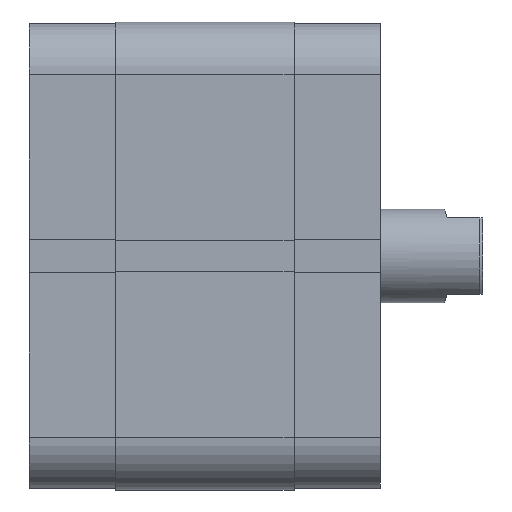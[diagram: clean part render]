
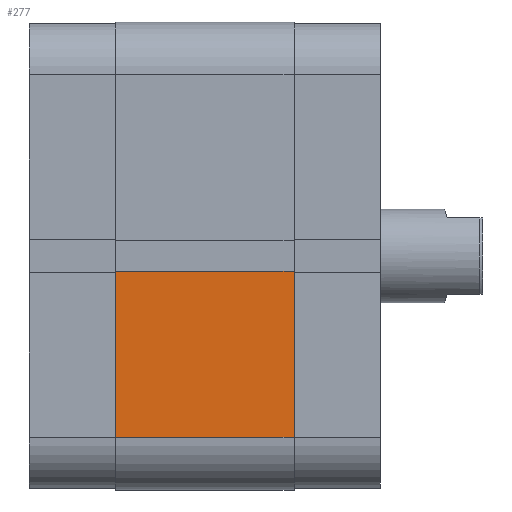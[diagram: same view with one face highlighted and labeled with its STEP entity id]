
A CAD part, front view. The second image highlights one B-rep face of the part: STEP entity #277.
In plain terms, the highlighted planar face has unit normal (0, -1, 0).
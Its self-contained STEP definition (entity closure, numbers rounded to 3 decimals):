
#277 = ADVANCED_FACE ( 'NONE', ( #4574 ), #3771, .F. ) ;
#1076 = VERTEX_POINT ( 'NONE', #5327 ) ;
#1120 = VERTEX_POINT ( 'NONE', #5371 ) ;
#1191 = VERTEX_POINT ( 'NONE', #5442 ) ;
#1206 = VERTEX_POINT ( 'NONE', #5460 ) ;
#1434 = EDGE_CURVE ( 'NONE', #1076, #1120, #5032, .T. ) ;
#1435 = EDGE_CURVE ( 'NONE', #1191, #1120, #5019, .T. ) ;
#1438 = EDGE_CURVE ( 'NONE', #1206, #1076, #5039, .T. ) ;
#1439 = EDGE_CURVE ( 'NONE', #1206, #1191, #5041, .T. ) ;
#1906 = AXIS2_PLACEMENT_3D ( 'NONE', #3774, #3780, #3781 ) ;
#2150 = EDGE_LOOP ( 'NONE', ( #2541, #2540, #2539, #2538 ) ) ;
#2538 = ORIENTED_EDGE ( 'NONE', *, *, #1438, .T. ) ;
#2539 = ORIENTED_EDGE ( 'NONE', *, *, #1439, .F. ) ;
#2540 = ORIENTED_EDGE ( 'NONE', *, *, #1435, .F. ) ;
#2541 = ORIENTED_EDGE ( 'NONE', *, *, #1434, .T. ) ;
#3771 = PLANE ( 'NONE',  #1906 ) ;
#3774 = CARTESIAN_POINT ( 'NONE',  ( 0., -40., 30.5 ) ) ;
#3780 = DIRECTION ( 'NONE',  ( 0., 1., 0. ) ) ;
#3781 = DIRECTION ( 'NONE',  ( 0., 0., 1. ) ) ;
#4574 = FACE_OUTER_BOUND ( 'NONE', #2150, .T. ) ;
#5019 = LINE ( 'NONE', #5716, #5034 ) ;
#5029 = VECTOR ( 'NONE', #5730, 1000. ) ;
#5032 = LINE ( 'NONE', #5721, #5033 ) ;
#5033 = VECTOR ( 'NONE', #5722, 1000. ) ;
#5034 = VECTOR ( 'NONE', #5724, 1000. ) ;
#5039 = LINE ( 'NONE', #5720, #5029 ) ;
#5041 = LINE ( 'NONE', #5731, #5042 ) ;
#5042 = VECTOR ( 'NONE', #5732, 1000. ) ;
#5327 = CARTESIAN_POINT ( 'NONE',  ( -31., -40., 0. ) ) ;
#5371 = CARTESIAN_POINT ( 'NONE',  ( -2.6, -40., 0. ) ) ;
#5442 = CARTESIAN_POINT ( 'NONE',  ( -2.6, -40., 30.5 ) ) ;
#5460 = CARTESIAN_POINT ( 'NONE',  ( -31., -40., 30.5 ) ) ;
#5716 = CARTESIAN_POINT ( 'NONE',  ( -2.6, -40., 30.5 ) ) ;
#5720 = CARTESIAN_POINT ( 'NONE',  ( -31., -40., 30.5 ) ) ;
#5721 = CARTESIAN_POINT ( 'NONE',  ( 0., -40., 0. ) ) ;
#5722 = DIRECTION ( 'NONE',  ( 1., 0., 0. ) ) ;
#5724 = DIRECTION ( 'NONE',  ( 0., 0., -1. ) ) ;
#5730 = DIRECTION ( 'NONE',  ( 0., 0., -1. ) ) ;
#5731 = CARTESIAN_POINT ( 'NONE',  ( 0., -40., 30.5 ) ) ;
#5732 = DIRECTION ( 'NONE',  ( 1., 0., 0. ) ) ;
